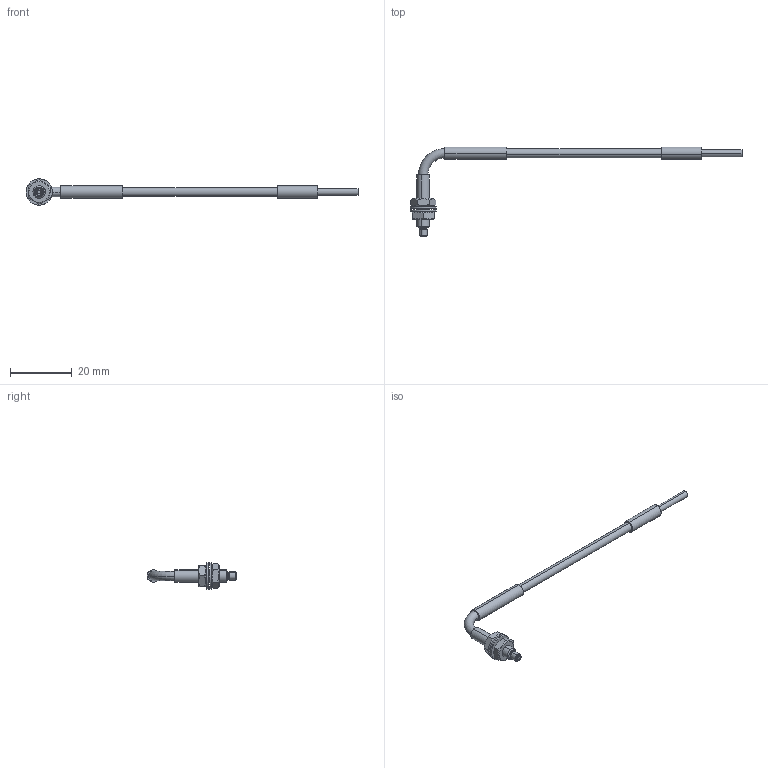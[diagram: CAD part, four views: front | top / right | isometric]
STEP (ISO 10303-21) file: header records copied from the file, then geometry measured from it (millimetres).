
FILE_DESCRIPTION (( 'STEP AP214' ), '1' );
FILE_NAME ('GPF-T014-250-2.0L.STEP', '2017-11-17T14:19:09', ( '' ), ( '' ), 'SwSTEP 2.0', 'SolidWorks 2018', '' );
FILE_SCHEMA (( 'AUTOMOTIVE_DESIGN' ));
Length unit declared in the file: millimetre
Products named in the file (7): M4_NUT; GPF-T014-250-2.0L_LENS; GPF-T014-250-2.0L_HEAD2; GPF-T014-250-2.0L_FIBER; GPF-T014-250-2.0L; M4_WASHER; GPF-T014-250-2.0L_GLASS FIBER1
Assembly tree (8 placements, depth 2):
  GPF-T014-250-2.0L
    GPF-T014-250-2.0L_HEAD2
    GPF-T014-250-2.0L_GLASS FIBER1
    GPF-T014-250-2.0L_LENS
    M4_NUT  x2
    M4_WASHER  x2
    GPF-T014-250-2.0L_FIBER
Bounding box: 107.25 x 29 x 8.5 mm (x, y, z)
Volume: 1282.9 mm3; surface area: 1873.5 mm2
Topology: 8 solids, 8 shells, 83 faces, 174 edges, 114 vertices
Faces by surface type: plane 35, cylinder 32, cone 14, torus 2
Entity records: 2050 total; most frequent: CARTESIAN_POINT 394, DIRECTION 326, ORIENTED_EDGE 252, AXIS2_PLACEMENT_3D 142, EDGE_CURVE 126, VERTEX_POINT 82, EDGE_LOOP 74, CIRCLE 68
